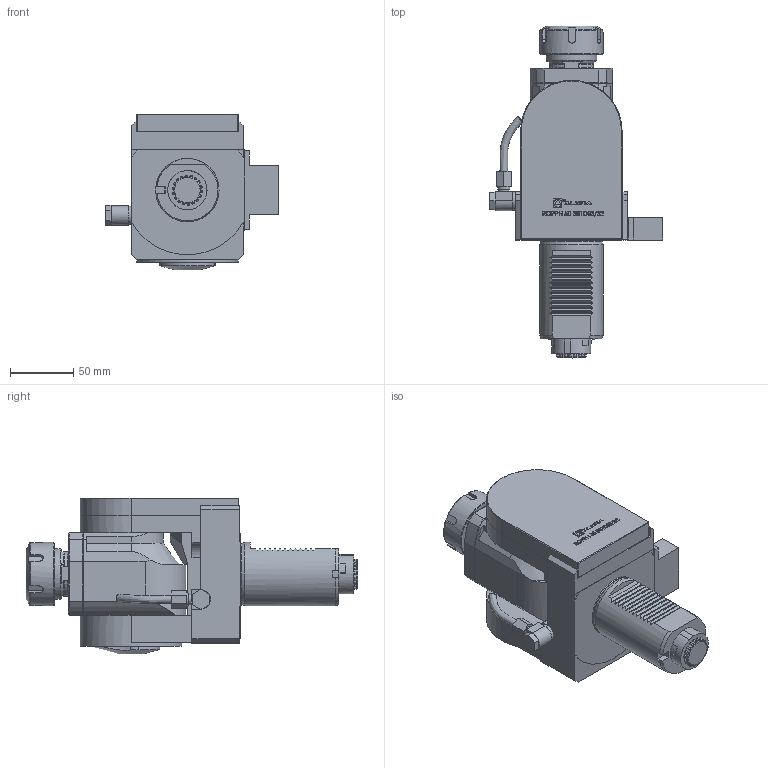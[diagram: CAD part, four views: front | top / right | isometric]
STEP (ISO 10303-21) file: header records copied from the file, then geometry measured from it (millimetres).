
FILE_DESCRIPTION (( 'STEP AP214' ), '1' );
FILE_NAME ('ROPPH50331DS332.STEP', '2025-07-30T13:31:51', ( '' ), ( '' ), 'SwSTEP 2.0', 'SolidWorks 2023', '' );
FILE_SCHEMA (( 'AUTOMOTIVE_DESIGN' ));
Length unit declared in the file: millimetre
Products named in the file (1): ROPPH50331DS332
Bounding box: 136.7 x 261.91 x 123 mm (x, y, z)
Volume: 1278754.5 mm3; surface area: 113083.2 mm2
Topology: 1 solids, 1 shells, 757 faces, 2068 edges, 1355 vertices
Faces by surface type: plane 424, cylinder 147, bspline 133, cone 39, torus 14
Full cylindrical faces by diameter (mm): 1.7 x1, 2.1 x1, 6.366 x1, 8.2 x1, 9.8 x1, 14.5 x1, 34.967 x1, 36 x1, 40 x1, 48.7 x1, 50 x2, 80 x1
Entity records: 40036 total; most frequent: CARTESIAN_POINT 13877, ORIENTED_EDGE 4064, DIRECTION 3076, EDGE_CURVE 2032, VERTEX_POINT 1342, LINE 1192, VECTOR 1192, AXIS2_PLACEMENT_3D 942
